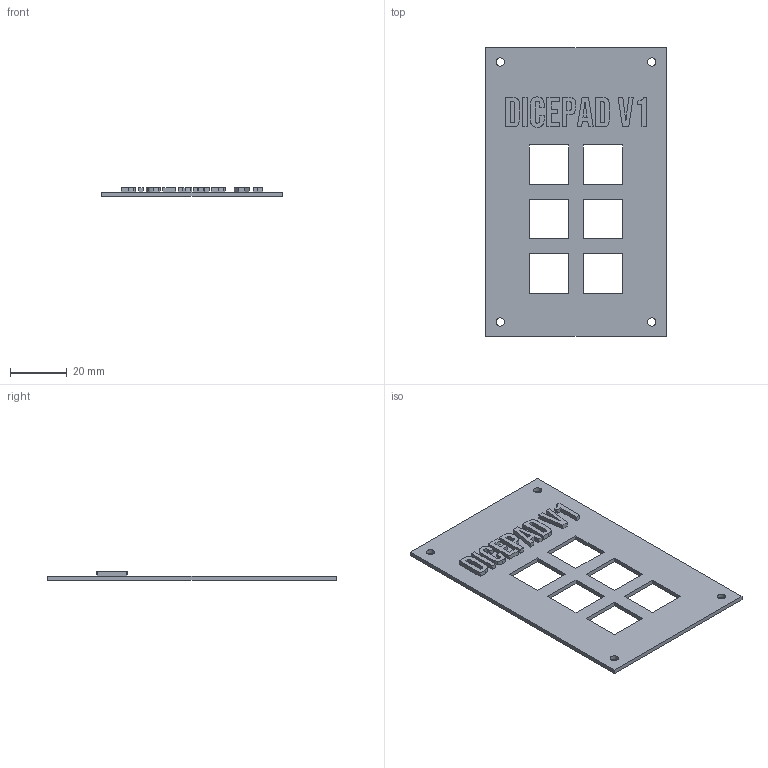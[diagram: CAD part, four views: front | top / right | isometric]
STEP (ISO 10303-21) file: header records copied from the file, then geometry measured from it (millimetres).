
FILE_DESCRIPTION(/* description */ ('STEP AP242','CAx-IF Rec.Pracs.---Representation and Presentation of Product Manufacturing Information (PMI)---4.0---2014-10-13','CAx-IF Rec.Pracs.---3D Tessellated Geometry---0.4---2014-09-14','2;1'),/* implementation_level */ '2;1');
FILE_NAME(/* name */ '68619b14e2273755980d5ce5',/* time_stamp */ '2025-06-29T19:59:17Z',/* author */ (''),/* organization */ (''),/* preprocessor_version */ 'ST-DEVELOPER v20',/* originating_system */ 'ONSHAPE BY PTC INC, 1.200',/* authorisation */ ' ');
FILE_SCHEMA (('AP242_MANAGED_MODEL_BASED_3D_ENGINEERING_MIM_LF { 1 0 10303 442 1 1 4 }'));
Length unit declared in the file: metre
Products named in the file (1): Top Case
Bounding box: 63.5 x 101.6 x 3.09 mm (x, y, z)
Volume: 8287.9 mm3; surface area: 12106.2 mm2
Topology: 1 solids, 1 shells, 163 faces, 444 edges, 296 vertices
Faces by surface type: plane 120, bspline 39, cylinder 4
Full cylindrical faces by diameter (mm): 2.9 x4
Entity records: 5244 total; most frequent: CARTESIAN_POINT 1329, ORIENTED_EDGE 880, DIRECTION 620, EDGE_CURVE 440, LINE 354, VECTOR 354, VERTEX_POINT 296, EDGE_LOOP 200
